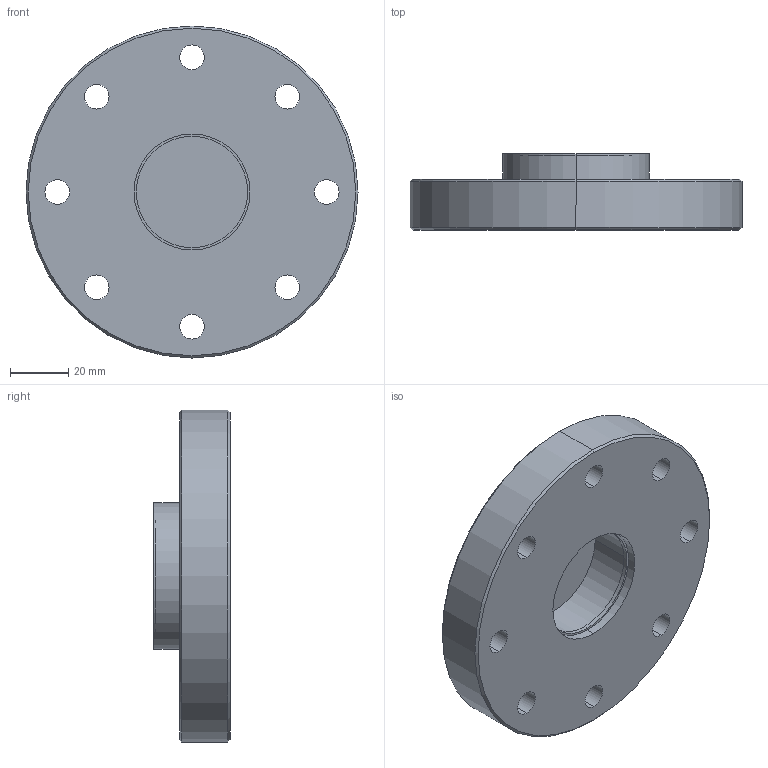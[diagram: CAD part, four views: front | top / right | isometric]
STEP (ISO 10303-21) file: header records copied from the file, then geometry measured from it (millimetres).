
FILE_DESCRIPTION (( 'STEP AP203' ), '1' );
FILE_NAME ('A12820-1-CF.STEP', '2014-07-17T17:54:18', ( '' ), ( '' ), 'SwSTEP 2.0', 'SolidWorks 2014', '' );
FILE_SCHEMA (( 'CONFIG_CONTROL_DESIGN' ));
Length unit declared in the file: inch
Products named in the file (1): A12820-1-CF
Bounding box: 113.54 x 26.04 x 113.54 mm (x, y, z)
Volume: 155443.8 mm3; surface area: 36728.4 mm2
Topology: 1 solids, 2 shells, 60 faces, 134 edges, 86 vertices
Faces by surface type: cylinder 40, plane 12, cone 8
Entity records: 1817 total; most frequent: DIRECTION 342, CARTESIAN_POINT 281, ORIENTED_EDGE 268, AXIS2_PLACEMENT_3D 147, EDGE_CURVE 134, EDGE_LOOP 86, VERTEX_POINT 86, CIRCLE 86
